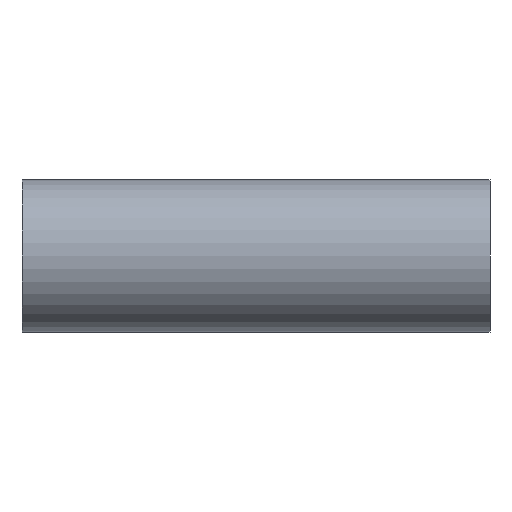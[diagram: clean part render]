
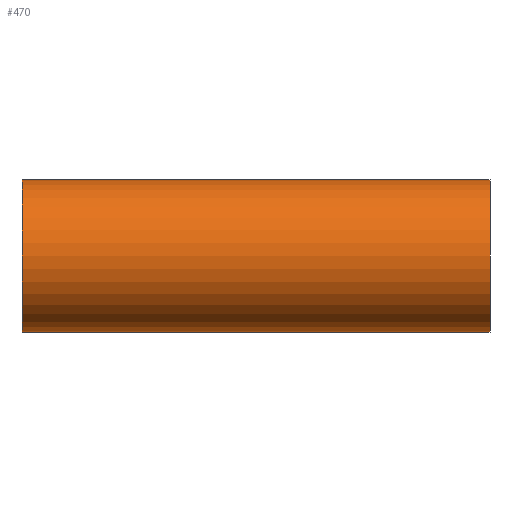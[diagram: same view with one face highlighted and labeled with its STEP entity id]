
A CAD part, left-side view. The second image highlights one B-rep face of the part: STEP entity #470.
In plain terms, the highlighted cylindrical face has radius 112.5 mm (diameter 225 mm), a partial arc.
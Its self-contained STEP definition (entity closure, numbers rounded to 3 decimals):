
#5 = VERTEX_POINT ( 'NONE', #262 ) ;
#16 = CARTESIAN_POINT ( 'NONE',  ( 0., 692., 112.5 ) ) ;
#23 = VERTEX_POINT ( 'NONE', #39 ) ;
#24 = VECTOR ( 'NONE', #139, 1000. ) ;
#27 = CARTESIAN_POINT ( 'NONE',  ( 0., 692., 112.5 ) ) ;
#28 = ORIENTED_EDGE ( 'NONE', *, *, #234, .T. ) ;
#30 = VERTEX_POINT ( 'NONE', #334 ) ;
#35 = EDGE_CURVE ( 'NONE', #268, #174, #104, .T. ) ;
#39 = CARTESIAN_POINT ( 'NONE',  ( 0., 0., 112.5 ) ) ;
#45 = CARTESIAN_POINT ( 'NONE',  ( 0., 692., 0. ) ) ;
#53 = VECTOR ( 'NONE', #250, 1000. ) ;
#68 = AXIS2_PLACEMENT_3D ( 'NONE', #45, #131, #170 ) ;
#102 = CYLINDRICAL_SURFACE ( 'NONE', #400, 112.5 ) ;
#104 = CIRCLE ( 'NONE', #68, 112.5 ) ;
#107 = CARTESIAN_POINT ( 'NONE',  ( 0., 692., 0. ) ) ;
#114 = ORIENTED_EDGE ( 'NONE', *, *, #260, .F. ) ;
#131 = DIRECTION ( 'NONE',  ( 0., 1., 0. ) ) ;
#133 = VERTEX_POINT ( 'NONE', #245 ) ;
#136 = LINE ( 'NONE', #206, #221 ) ;
#139 = DIRECTION ( 'NONE',  ( 0., -1., 0. ) ) ;
#160 = CARTESIAN_POINT ( 'NONE',  ( 0., 692., -112.5 ) ) ;
#169 = CIRCLE ( 'NONE', #458, 112.5 ) ;
#170 = DIRECTION ( 'NONE',  ( 0., 0., 1. ) ) ;
#171 = DIRECTION ( 'NONE',  ( 0., 1., 0. ) ) ;
#173 = CARTESIAN_POINT ( 'NONE',  ( 0., 692., -112.5 ) ) ;
#174 = VERTEX_POINT ( 'NONE', #16 ) ;
#182 = ORIENTED_EDGE ( 'NONE', *, *, #258, .T. ) ;
#206 = CARTESIAN_POINT ( 'NONE',  ( 0., 692., 112.5 ) ) ;
#215 = EDGE_CURVE ( 'NONE', #5, #23, #169, .T. ) ;
#221 = VECTOR ( 'NONE', #465, 1000. ) ;
#234 = EDGE_CURVE ( 'NONE', #268, #133, #279, .T. ) ;
#245 = CARTESIAN_POINT ( 'NONE',  ( 0., 217., -112.5 ) ) ;
#250 = DIRECTION ( 'NONE',  ( 0., -1., 0. ) ) ;
#256 = DIRECTION ( 'NONE',  ( 0., 0., -1. ) ) ;
#257 = ORIENTED_EDGE ( 'NONE', *, *, #35, .F. ) ;
#258 = EDGE_CURVE ( 'NONE', #133, #5, #468, .T. ) ;
#260 = EDGE_CURVE ( 'NONE', #174, #30, #316, .T. ) ;
#262 = CARTESIAN_POINT ( 'NONE',  ( 0., 0., -112.5 ) ) ;
#264 = EDGE_CURVE ( 'NONE', #30, #23, #136, .T. ) ;
#268 = VERTEX_POINT ( 'NONE', #160 ) ;
#279 = LINE ( 'NONE', #351, #53 ) ;
#290 = ORIENTED_EDGE ( 'NONE', *, *, #215, .T. ) ;
#313 = DIRECTION ( 'NONE',  ( 0., -1., 0. ) ) ;
#316 = LINE ( 'NONE', #27, #24 ) ;
#320 = ORIENTED_EDGE ( 'NONE', *, *, #264, .F. ) ;
#334 = CARTESIAN_POINT ( 'NONE',  ( 0., 217., 112.5 ) ) ;
#351 = CARTESIAN_POINT ( 'NONE',  ( 0., 692., -112.5 ) ) ;
#354 = CARTESIAN_POINT ( 'NONE',  ( 0., 0., 0. ) ) ;
#367 = EDGE_LOOP ( 'NONE', ( #114, #257, #28, #182, #290, #320 ) ) ;
#368 = FACE_OUTER_BOUND ( 'NONE', #367, .T. ) ;
#395 = DIRECTION ( 'NONE',  ( 0., 0., 1. ) ) ;
#400 = AXIS2_PLACEMENT_3D ( 'NONE', #107, #478, #256 ) ;
#435 = VECTOR ( 'NONE', #313, 1000. ) ;
#458 = AXIS2_PLACEMENT_3D ( 'NONE', #354, #171, #395 ) ;
#465 = DIRECTION ( 'NONE',  ( 0., -1., 0. ) ) ;
#468 = LINE ( 'NONE', #173, #435 ) ;
#470 = ADVANCED_FACE ( 'NONE', ( #368 ), #102, .T. ) ;
#478 = DIRECTION ( 'NONE',  ( 0., -1., 0. ) ) ;
